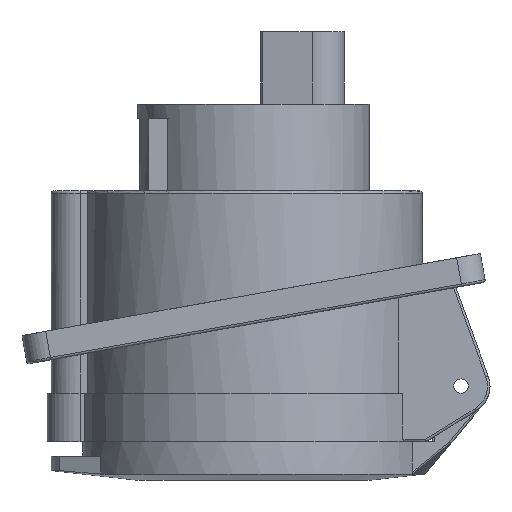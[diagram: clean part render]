
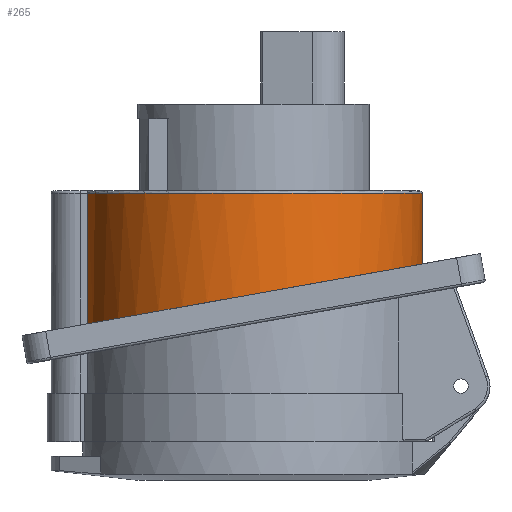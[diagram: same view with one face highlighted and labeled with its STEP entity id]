
A CAD part, front view. The second image highlights one B-rep face of the part: STEP entity #265.
In plain terms, the highlighted cylindrical face has radius 35 mm (diameter 70 mm), a partial arc.
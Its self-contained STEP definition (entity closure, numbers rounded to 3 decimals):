
#158 = ORIENTED_EDGE ( 'NONE', *, *, #6476, .T. ) ;
#226 = CARTESIAN_POINT ( 'NONE',  ( 35., 0., -0.5 ) ) ;
#265 = ADVANCED_FACE ( 'NONE', ( #7521 ), #9879, .T. ) ;
#1150 = CARTESIAN_POINT ( 'NONE',  ( -34.482, -6., -27.573 ) ) ;
#1337 = AXIS2_PLACEMENT_3D ( 'NONE', #3007, #6368, #5245 ) ;
#1442 = VECTOR ( 'NONE', #11452, 1000. ) ;
#1458 = LINE ( 'NONE', #13252, #1442 ) ;
#1911 = CIRCLE ( 'NONE', #11186, 35. ) ;
#1915 = EDGE_CURVE ( 'NONE', #12732, #11155, #3054, .T. ) ;
#2435 = VECTOR ( 'NONE', #3438, 1000. ) ;
#3007 = CARTESIAN_POINT ( 'NONE',  ( 0., 0., -52. ) ) ;
#3054 =( BOUNDED_CURVE ( )  B_SPLINE_CURVE ( 3, ( #1150, #10427, #11399, #10373 ),
 .UNSPECIFIED., .F., .F. ) 
 B_SPLINE_CURVE_WITH_KNOTS ( ( 4, 4 ),
 ( 3.314, 6.283 ),
 .UNSPECIFIED. ) 
 CURVE ( )  GEOMETRIC_REPRESENTATION_ITEM ( )  RATIONAL_B_SPLINE_CURVE ( ( 1., 0.391, 0.391, 1. ) ) 
 REPRESENTATION_ITEM ( '' )  );
#3129 = CARTESIAN_POINT ( 'NONE',  ( 35., 0., -15.146 ) ) ;
#3438 = DIRECTION ( 'NONE',  ( 0., 0., -1. ) ) ;
#3649 = EDGE_CURVE ( 'NONE', #12461, #12732, #11094, .T. ) ;
#4053 = CARTESIAN_POINT ( 'NONE',  ( -34.482, -6., -0.5 ) ) ;
#5245 = DIRECTION ( 'NONE',  ( 1., 0., 0. ) ) ;
#5398 = ORIENTED_EDGE ( 'NONE', *, *, #3649, .T. ) ;
#5760 = CARTESIAN_POINT ( 'NONE',  ( -34.482, -6., -27.573 ) ) ;
#6368 = DIRECTION ( 'NONE',  ( 0., 0., 1. ) ) ;
#6476 = EDGE_CURVE ( 'NONE', #11155, #9190, #1458, .T. ) ;
#7115 = ORIENTED_EDGE ( 'NONE', *, *, #9946, .T. ) ;
#7521 = FACE_OUTER_BOUND ( 'NONE', #11393, .T. ) ;
#9190 = VERTEX_POINT ( 'NONE', #226 ) ;
#9813 = CARTESIAN_POINT ( 'NONE',  ( 0., 0., -0.5 ) ) ;
#9879 = CYLINDRICAL_SURFACE ( 'NONE', #1337, 35. ) ;
#9946 = EDGE_CURVE ( 'NONE', #9190, #12461, #1911, .T. ) ;
#10373 = CARTESIAN_POINT ( 'NONE',  ( 35., 0., -15.146 ) ) ;
#10427 = CARTESIAN_POINT ( 'NONE',  ( -24.282, -64.621, -25.749 ) ) ;
#11094 = LINE ( 'NONE', #12753, #2435 ) ;
#11155 = VERTEX_POINT ( 'NONE', #3129 ) ;
#11186 = AXIS2_PLACEMENT_3D ( 'NONE', #9813, #14291, #14442 ) ;
#11393 = EDGE_LOOP ( 'NONE', ( #14632, #158, #7115, #5398 ) ) ;
#11399 = CARTESIAN_POINT ( 'NONE',  ( 35., -59.502, -15.146 ) ) ;
#11452 = DIRECTION ( 'NONE',  ( 0., 0., 1. ) ) ;
#12461 = VERTEX_POINT ( 'NONE', #4053 ) ;
#12732 = VERTEX_POINT ( 'NONE', #5760 ) ;
#12753 = CARTESIAN_POINT ( 'NONE',  ( -34.482, -6., 14.161 ) ) ;
#13252 = CARTESIAN_POINT ( 'NONE',  ( 35., 0., -52. ) ) ;
#14291 = DIRECTION ( 'NONE',  ( 0., 0., -1. ) ) ;
#14442 = DIRECTION ( 'NONE',  ( -1., 0., 0. ) ) ;
#14632 = ORIENTED_EDGE ( 'NONE', *, *, #1915, .T. ) ;
